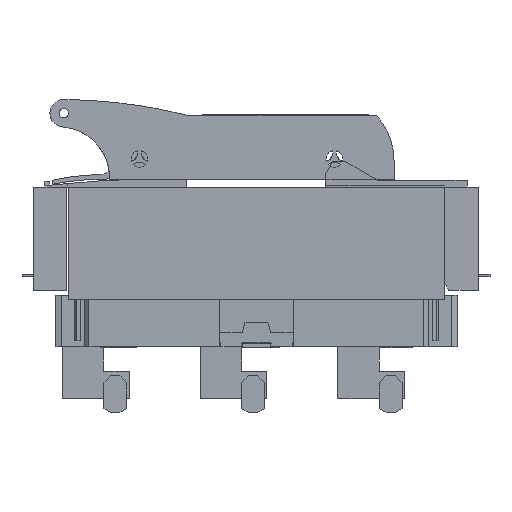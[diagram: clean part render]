
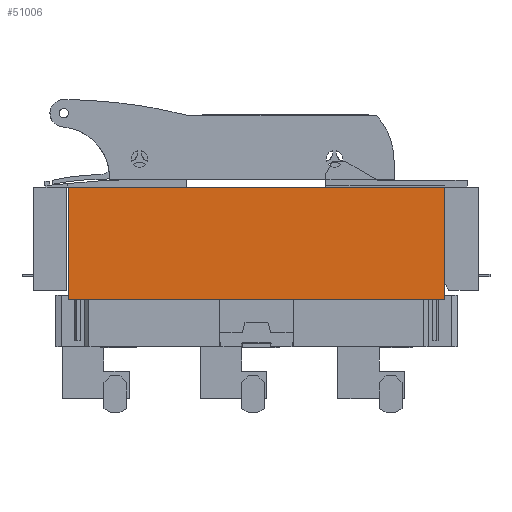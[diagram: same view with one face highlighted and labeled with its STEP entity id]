
A CAD part, left-side view. The second image highlights one B-rep face of the part: STEP entity #51006.
In plain terms, the highlighted face is planar.
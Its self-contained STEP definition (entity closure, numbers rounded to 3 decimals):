
#50986=AXIS2_PLACEMENT_3D('Plane Axis2P3D',#50983,#50984,#50985) ;
#45495=CARTESIAN_POINT('Vertex',(52.75,82.,21.1)) ;
#45498=CARTESIAN_POINT('Line Origine',(52.75,0.,21.1)) ;
#45502=CARTESIAN_POINT('Vertex',(52.75,-82.,21.1)) ;
#50957=CARTESIAN_POINT('Line Origine',(52.75,-82.,45.55)) ;
#50961=CARTESIAN_POINT('Vertex',(52.75,-82.,70.)) ;
#50983=CARTESIAN_POINT('Axis2P3D Location',(52.75,0.,21.1)) ;
#50988=CARTESIAN_POINT('Line Origine',(52.75,82.,45.55)) ;
#50992=CARTESIAN_POINT('Vertex',(52.75,82.,70.)) ;
#50995=CARTESIAN_POINT('Line Origine',(52.75,0.,70.)) ;
#45499=DIRECTION('Vector Direction',(0.,-1.,0.)) ;
#50958=DIRECTION('Vector Direction',(0.,0.,1.)) ;
#50984=DIRECTION('Axis2P3D Direction',(1.,0.,-0.)) ;
#50985=DIRECTION('Axis2P3D XDirection',(0.,0.,1.)) ;
#50989=DIRECTION('Vector Direction',(0.,0.,1.)) ;
#50996=DIRECTION('Vector Direction',(0.,-1.,0.)) ;
#45500=VECTOR('Line Direction',#45499,1.) ;
#50959=VECTOR('Line Direction',#50958,1.) ;
#50990=VECTOR('Line Direction',#50989,1.) ;
#50997=VECTOR('Line Direction',#50996,1.) ;
#51001=ORIENTED_EDGE('',*,*,#50994,.T.) ;
#51002=ORIENTED_EDGE('',*,*,#50999,.F.) ;
#51003=ORIENTED_EDGE('',*,*,#50963,.F.) ;
#51004=ORIENTED_EDGE('',*,*,#45504,.T.) ;
#51006=ADVANCED_FACE('Hauptkoerper nicht benutzen',(#51005),#50987,.T.) ;
#45504=EDGE_CURVE('',#45503,#45496,#45501,.F.) ;
#50963=EDGE_CURVE('',#45503,#50962,#50960,.T.) ;
#50994=EDGE_CURVE('',#45496,#50993,#50991,.T.) ;
#50999=EDGE_CURVE('',#50962,#50993,#50998,.F.) ;
#51000=EDGE_LOOP('',(#51001,#51002,#51003,#51004)) ;
#51005=FACE_OUTER_BOUND('',#51000,.T.) ;
#45501=LINE('Line',#45498,#45500) ;
#50960=LINE('Line',#50957,#50959) ;
#50991=LINE('Line',#50988,#50990) ;
#50998=LINE('Line',#50995,#50997) ;
#50987=PLANE('Plane',#50986) ;
#45496=VERTEX_POINT('',#45495) ;
#45503=VERTEX_POINT('',#45502) ;
#50962=VERTEX_POINT('',#50961) ;
#50993=VERTEX_POINT('',#50992) ;
